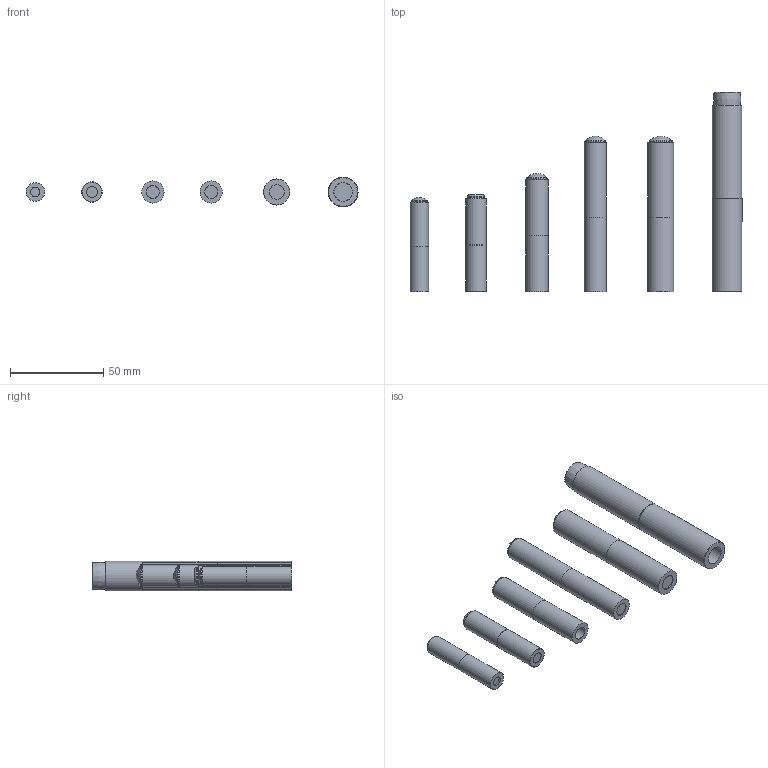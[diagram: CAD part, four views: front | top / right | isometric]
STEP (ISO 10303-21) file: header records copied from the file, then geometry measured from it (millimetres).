
FILE_DESCRIPTION(/* description */ (''),/* implementation_level */ '2;1');
FILE_NAME(/* name */ 'H-PS48-10.stp',/* time_stamp */ '2025-06-04T14:44:20+09:00',/* author */ ('user'),/* organization */ (''),/* preprocessor_version */ 'ST-DEVELOPER v15.6',/* originating_system */ 'Autodesk Inventor 2015',/* authorisation */ '');
FILE_SCHEMA (('AUTOMOTIVE_DESIGN { 1 0 10303 214 3 1 1 }'));
Length unit declared in the file: millimetre
Products named in the file (19): DR_H-PS48-10P; DR_H-PS48-10PP; DR_H-PS48-10; H-PS50-11PP; H-PS50-11P; H-PS50-11; DR_H-PS60-12P; DR_H-PS60-12PP; DR_H-PS60-12; DR_H-PS80-12P; DR_H-PS80-12PP; DR_H-PS80-12; DR_H-PS80-14P; DR_H-PS80-14PP; DR_H-PS80-14; H-PS100-16PP; H-PS100-16P; H-PS100-16; H-PS48-10_M
Bounding box: 178.42 x 107 x 16 mm (x, y, z)
Volume: 57754.7 mm3; surface area: 40129.3 mm2
Topology: 18 solids, 18 shells, 98 faces, 150 edges, 94 vertices
Faces by surface type: plane 38, cylinder 35, torus 12, cone 8, sphere 4, bspline 1
Full cylindrical faces by diameter (mm): 5 x3, 5.9 x1, 6 x2, 6.8 x1, 7 x5, 8 x3, 8.5 x1, 9.3 x1, 9.9 x1, 10 x4, 11 x4, 12 x4, 12.3 x1, 14 x2, 16 x2
Entity records: 1962 total; most frequent: DIRECTION 356, CARTESIAN_POINT 274, AXIS2_PLACEMENT_3D 178, ORIENTED_EDGE 134, EDGE_LOOP 127, FACE_OUTER_BOUND 70, ADVANCED_FACE 70, EDGE_CURVE 67
